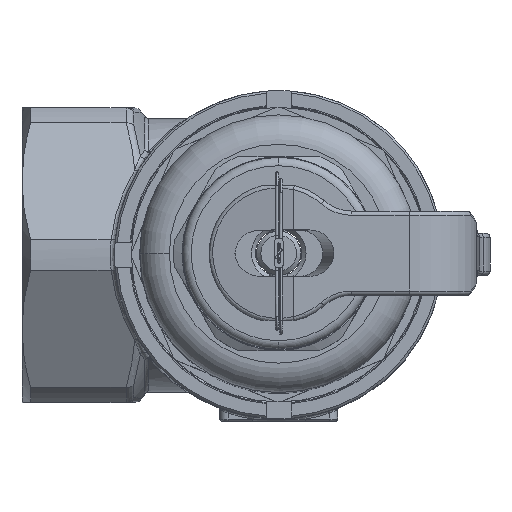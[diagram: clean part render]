
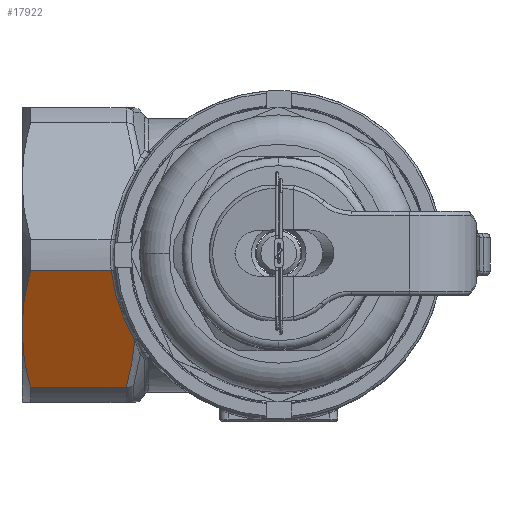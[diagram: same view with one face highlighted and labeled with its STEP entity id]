
A CAD part, top view. The second image highlights one B-rep face of the part: STEP entity #17922.
In plain terms, the highlighted planar face has unit normal (0, -0.5, 0.866).
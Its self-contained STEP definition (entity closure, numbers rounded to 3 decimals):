
#17151=CARTESIAN_POINT('',(-61.,-17.5,30.311));
#17152=VERTEX_POINT('',#17151);
#17324=CARTESIAN_POINT('',(-58.979,-3.61,38.33));
#17325=VERTEX_POINT('',#17324);
#17326=CARTESIAN_POINT('',(-39.828,-3.61,38.33));
#17327=VERTEX_POINT('',#17326);
#17328=CARTESIAN_POINT('',(-58.979,-3.61,38.33));
#17329=DIRECTION('',(1.,0.,0.));
#17330=VECTOR('',#17329,19.151);
#17331=LINE('',#17328,#17330);
#17332=EDGE_CURVE('NONE',#17325,#17327,#17331,.T.);
#17620=CARTESIAN_POINT('',(-58.979,-31.39,22.291));
#17621=VERTEX_POINT('',#17620);
#17655=CARTESIAN_POINT('',(-36.265,-31.39,22.291));
#17656=VERTEX_POINT('',#17655);
#17664=CARTESIAN_POINT('',(-36.265,-31.39,22.291));
#17665=DIRECTION('',(-1.,-0.,-0.));
#17666=VECTOR('',#17665,22.714);
#17667=LINE('',#17664,#17666);
#17668=EDGE_CURVE('NONE',#17656,#17621,#17667,.T.);
#17866=CARTESIAN_POINT('',(0.001,-35.,20.207));
#17867=DIRECTION('',(0.,0.5,-0.866));
#17868=DIRECTION('',(-0.,0.866,0.5));
#17869=AXIS2_PLACEMENT_3D('',#17866,#17867,#17868);
#17870=PLANE('',#17869);
#17871=CARTESIAN_POINT('',(-34.22,-20.213,28.745));
#17872=VERTEX_POINT('',#17871);
#17873=CARTESIAN_POINT('',(-36.265,-31.39,22.291));
#17874=CARTESIAN_POINT('',(-35.731,-29.557,23.35));
#17875=CARTESIAN_POINT('',(-35.278,-27.708,24.417));
#17876=CARTESIAN_POINT('',(-34.58,-23.975,26.573));
#17877=CARTESIAN_POINT('',(-34.338,-22.099,27.656));
#17878=CARTESIAN_POINT('',(-34.22,-20.213,28.745));
#17879=B_SPLINE_CURVE_WITH_KNOTS('',3,(#17873,#17874,#17875,#17876,#17877,#17878),.UNSPECIFIED.,.F.,.F.,(4,2,4),(0.,0.007,0.013),.UNSPECIFIED.);
#17880=EDGE_CURVE('NONE',#17656,#17872,#17879,.T.);
#17881=ORIENTED_EDGE('',*,*,#17880,.T.);
#17882=CARTESIAN_POINT('',(-39.788,-3.608,38.331));
#17883=VERTEX_POINT('',#17882);
#17884=CARTESIAN_POINT('',(-34.22,-20.213,28.745));
#17885=CARTESIAN_POINT('',(-37.292,-15.136,31.675));
#17886=CARTESIAN_POINT('',(-39.179,-9.511,34.924));
#17887=CARTESIAN_POINT('',(-39.788,-3.608,38.331));
#17888=(BOUNDED_CURVE()
B_SPLINE_CURVE(3,(#17884,#17885,#17886,#17887),.UNSPECIFIED.,.F.,.F.)
B_SPLINE_CURVE_WITH_KNOTS((4,4),(4.168,4.61),.UNSPECIFIED.)
CURVE()
GEOMETRIC_REPRESENTATION_ITEM()
RATIONAL_B_SPLINE_CURVE((1.,0.984,0.984,1.))
REPRESENTATION_ITEM(''));
#17889=EDGE_CURVE('NONE',#17872,#17883,#17888,.T.);
#17890=ORIENTED_EDGE('',*,*,#17889,.T.);
#17891=CARTESIAN_POINT('',(-39.788,-3.608,38.331));
#17892=CARTESIAN_POINT('',(-39.802,-3.609,38.331));
#17893=CARTESIAN_POINT('',(-39.815,-3.61,38.33));
#17894=CARTESIAN_POINT('',(-39.828,-3.61,38.33));
#17895=B_SPLINE_CURVE_WITH_KNOTS('',3,(#17891,#17892,#17893,#17894),.UNSPECIFIED.,.F.,.F.,(4,4),(0.,0.),.UNSPECIFIED.);
#17896=EDGE_CURVE('NONE',#17883,#17327,#17895,.T.);
#17897=ORIENTED_EDGE('',*,*,#17896,.T.);
#17898=ORIENTED_EDGE('',*,*,#17332,.F.);
#17899=CARTESIAN_POINT('',(-58.979,-3.61,38.33));
#17900=CARTESIAN_POINT('',(-59.616,-5.902,37.007));
#17901=CARTESIAN_POINT('',(-60.125,-8.204,35.678));
#17902=CARTESIAN_POINT('',(-60.817,-12.832,33.006));
#17903=CARTESIAN_POINT('',(-61.,-15.159,31.662));
#17904=CARTESIAN_POINT('',(-61.,-17.5,30.311));
#17905=B_SPLINE_CURVE_WITH_KNOTS('',3,(#17899,#17900,#17901,#17902,#17903,#17904),.UNSPECIFIED.,.F.,.F.,(4,2,4),(0.,0.008,0.016),.UNSPECIFIED.);
#17906=EDGE_CURVE('NONE',#17325,#17152,#17905,.T.);
#17907=ORIENTED_EDGE('',*,*,#17906,.T.);
#17908=CARTESIAN_POINT('',(-61.,-17.5,30.311));
#17909=CARTESIAN_POINT('',(-61.,-18.662,29.64));
#17910=CARTESIAN_POINT('',(-60.955,-19.827,28.967));
#17911=CARTESIAN_POINT('',(-60.777,-22.164,27.618));
#17912=CARTESIAN_POINT('',(-60.643,-23.333,26.943));
#17913=CARTESIAN_POINT('',(-60.122,-26.813,24.934));
#17914=CARTESIAN_POINT('',(-59.612,-29.11,23.608));
#17915=CARTESIAN_POINT('',(-58.979,-31.39,22.291));
#17916=B_SPLINE_CURVE_WITH_KNOTS('',3,(#17908,#17909,#17910,#17911,#17912,#17913,#17914,#17915),.UNSPECIFIED.,.F.,.F.,(4,2,2,4),(0.016,0.02,0.024,0.032),.UNSPECIFIED.);
#17917=EDGE_CURVE('NONE',#17152,#17621,#17916,.T.);
#17918=ORIENTED_EDGE('',*,*,#17917,.T.);
#17919=ORIENTED_EDGE('',*,*,#17668,.F.);
#17920=EDGE_LOOP('',(#17881,#17890,#17897,#17898,#17907,#17918,#17919));
#17921=FACE_BOUND('',#17920,.T.);
#17922=ADVANCED_FACE('NONE',(#17921),#17870,.F.);
